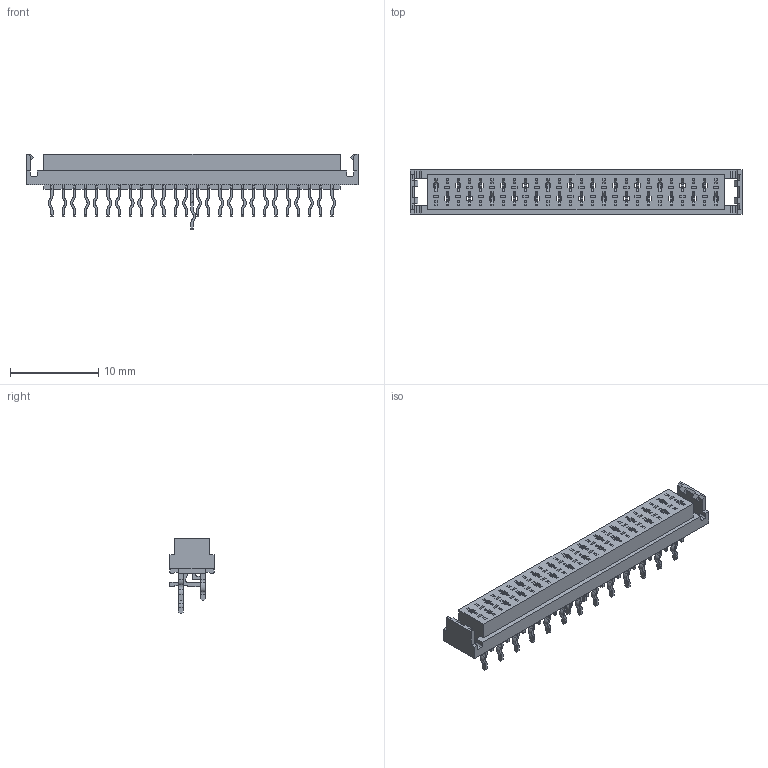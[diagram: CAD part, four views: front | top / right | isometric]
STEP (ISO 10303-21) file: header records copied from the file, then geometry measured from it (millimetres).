
FILE_DESCRIPTION( ( 'Unknown' ), '1' );
FILE_NAME( '690367192672.stp', 'Unknown', ( 'Unknown' ), ( 'Unknown' ), 'XStep 1.0', 'Unknown', ' ' );
FILE_SCHEMA( ( 'automotive_design' ) );
Length unit declared in the file: millimetre
Products named in the file (3): Assem1; Gehäuse; Pin
Bounding box: 37.62 x 5 x 8.6 mm (x, y, z)
Volume: 1102.6 mm3; surface area: 3321.3 mm2
Topology: 29 solids, 29 shells, 2946 faces, 8622 edges, 5676 vertices
Faces by surface type: plane 2336, cylinder 610
Entity records: 33412 total; most frequent: CARTESIAN_POINT 4875, ORIENTED_EDGE 4872, DIRECTION 4198, EDGE_CURVE 2436, LINE 2376, VECTOR 2376, VERTEX_POINT 1588, AXIS2_PLACEMENT_3D 911
